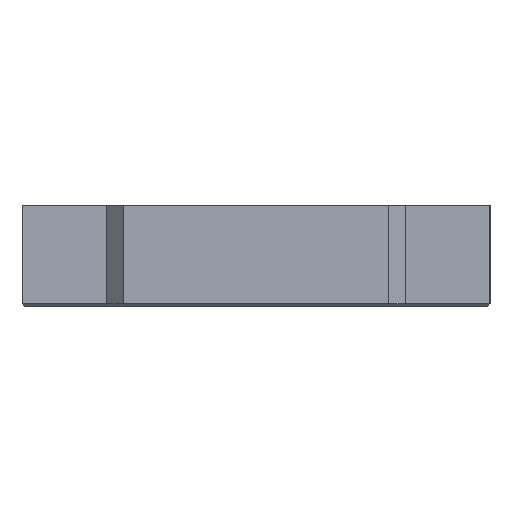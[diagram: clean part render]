
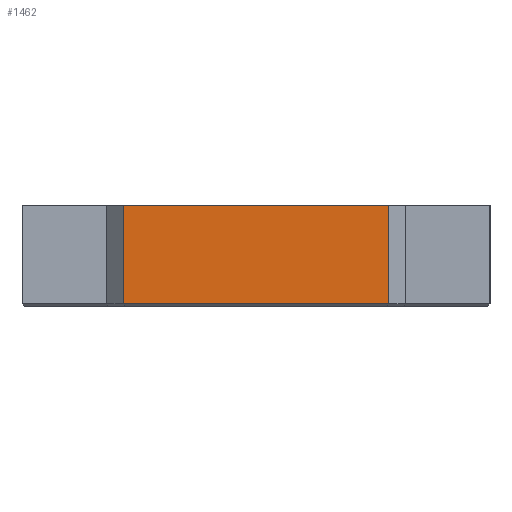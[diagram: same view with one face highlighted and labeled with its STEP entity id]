
A CAD part, left-side view. The second image highlights one B-rep face of the part: STEP entity #1462.
In plain terms, the highlighted planar face has unit normal (-1, 0, 0).
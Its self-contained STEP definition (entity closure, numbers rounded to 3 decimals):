
#48 = PLANE ( 'NONE',  #3612 ) ;
#234 = VERTEX_POINT ( 'NONE', #3207 ) ;
#331 = ORIENTED_EDGE ( 'NONE', *, *, #2944, .T. ) ;
#430 = VERTEX_POINT ( 'NONE', #4017 ) ;
#943 = VERTEX_POINT ( 'NONE', #2504 ) ;
#972 = DIRECTION ( 'NONE',  ( 0., 0., -1. ) ) ;
#1202 = DIRECTION ( 'NONE',  ( 0., -1., 0. ) ) ;
#1213 = EDGE_CURVE ( 'NONE', #6051, #943, #4636, .T. ) ;
#1224 = ORIENTED_EDGE ( 'NONE', *, *, #2815, .F. ) ;
#1462 = ADVANCED_FACE ( 'NONE', ( #6316 ), #48, .F. ) ;
#1490 = DIRECTION ( 'NONE',  ( 1., 0., 0. ) ) ;
#1696 = DIRECTION ( 'NONE',  ( 0., -1., 0. ) ) ;
#1844 = EDGE_CURVE ( 'NONE', #6051, #430, #3408, .T. ) ;
#1891 = EDGE_LOOP ( 'NONE', ( #5010, #331, #1224, #5420 ) ) ;
#2092 = VECTOR ( 'NONE', #5870, 1000. ) ;
#2423 = CARTESIAN_POINT ( 'NONE',  ( -47.5, 11.9, 9. ) ) ;
#2504 = CARTESIAN_POINT ( 'NONE',  ( -47.5, -11.9, 9. ) ) ;
#2815 = EDGE_CURVE ( 'NONE', #943, #234, #2947, .T. ) ;
#2944 = EDGE_CURVE ( 'NONE', #430, #234, #3213, .T. ) ;
#2947 = LINE ( 'NONE', #3038, #2092 ) ;
#3038 = CARTESIAN_POINT ( 'NONE',  ( -47.5, -11.9, 9. ) ) ;
#3207 = CARTESIAN_POINT ( 'NONE',  ( -47.5, -11.9, 0.2 ) ) ;
#3213 = LINE ( 'NONE', #5275, #5892 ) ;
#3408 = LINE ( 'NONE', #3859, #4341 ) ;
#3612 = AXIS2_PLACEMENT_3D ( 'NONE', #2423, #1490, #5863 ) ;
#3859 = CARTESIAN_POINT ( 'NONE',  ( -47.5, 11.9, 9. ) ) ;
#4017 = CARTESIAN_POINT ( 'NONE',  ( -47.5, 11.9, 0.2 ) ) ;
#4341 = VECTOR ( 'NONE', #972, 1000. ) ;
#4581 = CARTESIAN_POINT ( 'NONE',  ( -47.5, 11.9, 9. ) ) ;
#4636 = LINE ( 'NONE', #4581, #5780 ) ;
#5010 = ORIENTED_EDGE ( 'NONE', *, *, #1844, .T. ) ;
#5275 = CARTESIAN_POINT ( 'NONE',  ( -47.5, -11.9, 0.2 ) ) ;
#5420 = ORIENTED_EDGE ( 'NONE', *, *, #1213, .F. ) ;
#5780 = VECTOR ( 'NONE', #1202, 1000. ) ;
#5863 = DIRECTION ( 'NONE',  ( 0., 0., -1. ) ) ;
#5870 = DIRECTION ( 'NONE',  ( 0., 0., -1. ) ) ;
#5890 = CARTESIAN_POINT ( 'NONE',  ( -47.5, 11.9, 9. ) ) ;
#5892 = VECTOR ( 'NONE', #1696, 1000. ) ;
#6051 = VERTEX_POINT ( 'NONE', #5890 ) ;
#6316 = FACE_OUTER_BOUND ( 'NONE', #1891, .T. ) ;
